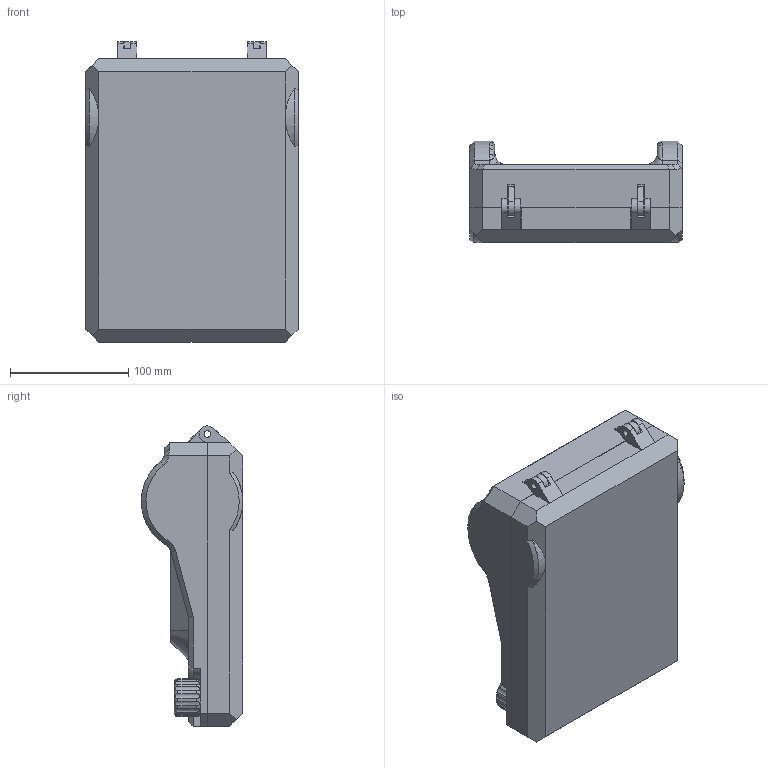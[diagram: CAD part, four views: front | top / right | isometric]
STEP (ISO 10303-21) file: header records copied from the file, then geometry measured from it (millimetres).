
FILE_DESCRIPTION((''),'2;1');
FILE_NAME('00_AUTOMOBROS_BOX_ASM','2023-05-12T10:47:05',('sven.schlanser'),(''),'CREO PARAMETRIC BY PTC INC, 2022014','CREO PARAMETRIC BY PTC INC, 2022014','');
FILE_SCHEMA(('CONFIG_CONTROL_DESIGN'));
Products named in the file (5): KOFFER_T1_V2; KOFFER_T2; LAGER; VERSCHRAUBUNG; 00_AUTOMOBROS_BOX_ASM
Assembly tree (6 placements, depth 2):
  00_AUTOMOBROS_BOX_ASM
    KOFFER_T1_V2
    KOFFER_T2
    LAGER  x2
    VERSCHRAUBUNG  x2
Bounding box: 180 x 85.99 x 254.49 mm (x, y, z)
Volume: 631753.8 mm3; surface area: 285363.7 mm2
Topology: 6 solids, 6 shells, 859 faces, 2182 edges, 1345 vertices
Faces by surface type: bspline 286, plane 231, cylinder 229, torus 48, cone 35, extrusion 30
Entity records: 47849 total; most frequent: CARTESIAN_POINT 31741, ORIENTED_EDGE 3728, DIRECTION 2797, EDGE_CURVE 1864, VERTEX_POINT 1145, AXIS2_PLACEMENT_3D 1013, VECTOR 771, EDGE_LOOP 757
